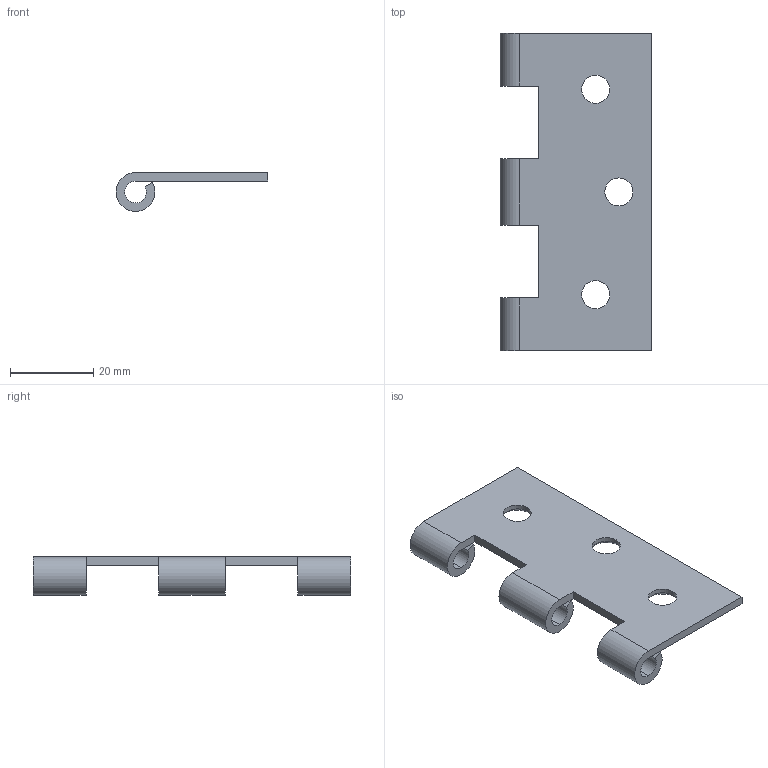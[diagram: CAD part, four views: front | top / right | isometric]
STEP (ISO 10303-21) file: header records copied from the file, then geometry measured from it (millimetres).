
FILE_DESCRIPTION(('FreeCAD Model'),'2;1');
FILE_NAME('left-leaf.step','2019-11-17T09:08:21',(''),(''), 'Open CASCADE STEP processor 7.3','FreeCAD','Unknown');
FILE_SCHEMA(('AUTOMOTIVE_DESIGN { 1 0 10303 214 1 1 1 1 }'));
Length unit declared in the file: millimetre
Products named in the file (1): 1798A21.1
Bounding box: 36.41 x 76.2 x 9.32 mm (x, y, z)
Volume: 5943.9 mm3; surface area: 6684.6 mm2
Topology: 1 solids, 1 shells, 38 faces, 102 edges, 66 vertices
Faces by surface type: cylinder 18, plane 14, cone 6
Entity records: 2613 total; most frequent: CARTESIAN_POINT 519, DIRECTION 408, LINE 228, VECTOR 228, ORIENTED_EDGE 204, PCURVE 204, DEFINITIONAL_REPRESENTATION 204, EDGE_CURVE 102
